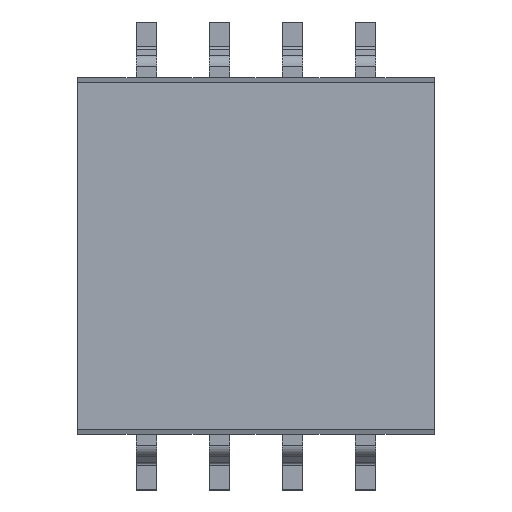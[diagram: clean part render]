
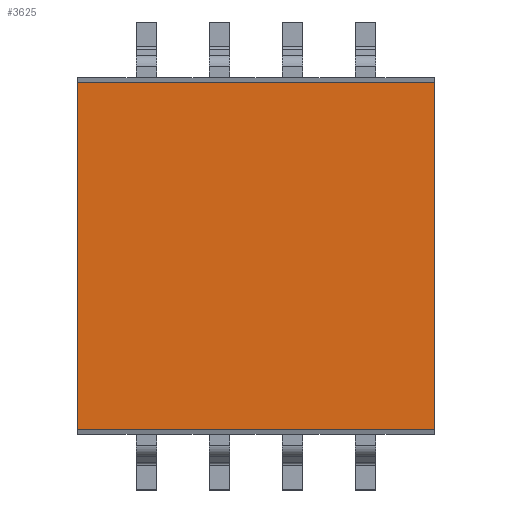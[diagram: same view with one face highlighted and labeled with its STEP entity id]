
A CAD part, top view. The second image highlights one B-rep face of the part: STEP entity #3625.
In plain terms, the highlighted planar face has unit normal (0, 0, 1).
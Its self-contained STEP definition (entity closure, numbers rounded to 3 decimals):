
#92=DIRECTION('',(0.,-1.,0.));
#93=VECTOR('',#92,6.02);
#94=CARTESIAN_POINT('',(-3.099,3.01,1.753));
#95=LINE('',#94,#93);
#100=DIRECTION('',(1.,0.,0.));
#101=VECTOR('',#100,6.198);
#102=CARTESIAN_POINT('',(-3.099,-3.01,1.753));
#103=LINE('',#102,#101);
#1364=DIRECTION('',(0.,-1.,0.));
#1365=VECTOR('',#1364,6.02);
#1366=CARTESIAN_POINT('',(3.099,3.01,1.753));
#1367=LINE('',#1366,#1365);
#1384=DIRECTION('',(1.,0.,0.));
#1385=VECTOR('',#1384,6.198);
#1386=CARTESIAN_POINT('',(-3.099,3.01,1.753));
#1387=LINE('',#1386,#1385);
#1392=CARTESIAN_POINT('',(-3.099,-3.01,1.753));
#1394=VERTEX_POINT('',#1392);
#1402=CARTESIAN_POINT('',(-3.099,3.01,1.753));
#1403=VERTEX_POINT('',#1402);
#1404=CARTESIAN_POINT('',(3.099,-3.01,1.753));
#1406=VERTEX_POINT('',#1404);
#1414=CARTESIAN_POINT('',(3.099,3.01,1.753));
#1415=VERTEX_POINT('',#1414);
#3614=CARTESIAN_POINT('',(-3.099,3.01,1.753));
#3615=DIRECTION('',(0.,0.,1.));
#3616=DIRECTION('',(0.,-1.,0.));
#3617=AXIS2_PLACEMENT_3D('',#3614,#3615,#3616);
#3618=PLANE('',#3617);
#3619=ORIENTED_EDGE('',*,*,#1815,.F.);
#3620=ORIENTED_EDGE('',*,*,#2226,.T.);
#3621=ORIENTED_EDGE('',*,*,#3604,.T.);
#3622=ORIENTED_EDGE('',*,*,#1830,.F.);
#3623=EDGE_LOOP('',(#3619,#3620,#3621,#3622));
#3624=FACE_OUTER_BOUND('',#3623,.F.);
#3625=ADVANCED_FACE('',(#3624),#3618,.T.);
#1815=EDGE_CURVE('',#1403,#1394,#95,.T.);
#1830=EDGE_CURVE('',#1394,#1406,#103,.T.);
#2226=EDGE_CURVE('',#1403,#1415,#1387,.T.);
#3604=EDGE_CURVE('',#1415,#1406,#1367,.T.);
